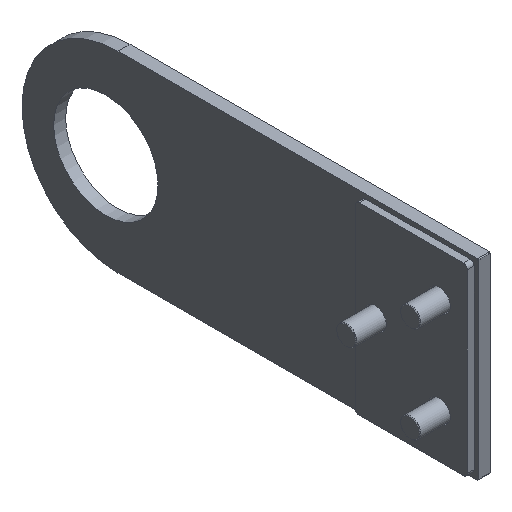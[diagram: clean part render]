
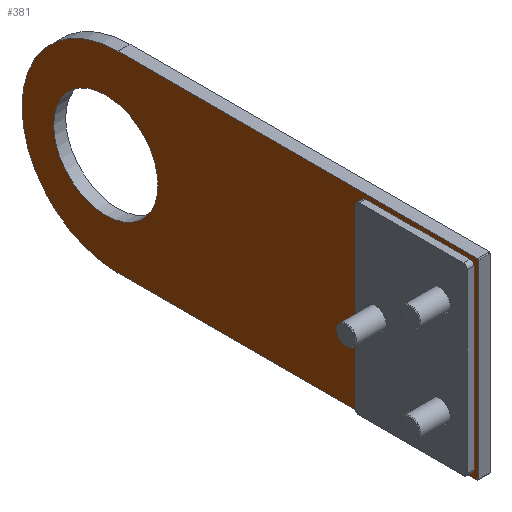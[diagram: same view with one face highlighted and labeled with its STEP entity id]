
A CAD part, isometric view. The second image highlights one B-rep face of the part: STEP entity #381.
In plain terms, the highlighted planar face has unit normal (-1, 0, 0).
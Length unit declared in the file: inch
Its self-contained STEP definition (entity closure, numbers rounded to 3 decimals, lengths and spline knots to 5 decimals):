
#5 = DIRECTION ( 'NONE',  ( 0., 0., -1. ) ) ;
#6 = AXIS2_PLACEMENT_3D ( 'NONE', #158, #1009, #524 ) ;
#27 = AXIS2_PLACEMENT_3D ( 'NONE', #1146, #1062, #1166 ) ;
#28 = DIRECTION ( 'NONE',  ( 0., 0., -1. ) ) ;
#29 = CIRCLE ( 'NONE', #120, 1.5 ) ;
#30 = DIRECTION ( 'NONE',  ( -1., 0., 0. ) ) ;
#55 = DIRECTION ( 'NONE',  ( 1., 0., 0. ) ) ;
#67 = CIRCLE ( 'NONE', #583, 0.156 ) ;
#68 = EDGE_LOOP ( 'NONE', ( #310 ) ) ;
#84 = CARTESIAN_POINT ( 'NONE',  ( -0.0005, 2.0625, 1.5 ) ) ;
#102 = FACE_BOUND ( 'NONE', #693, .T. ) ;
#109 = CARTESIAN_POINT ( 'NONE',  ( -0.0005, -3.0625, 0.594 ) ) ;
#112 = EDGE_CURVE ( 'NONE', #554, #1007, #905, .T. ) ;
#119 = DIRECTION ( 'NONE',  ( 0., 0., -1. ) ) ;
#120 = AXIS2_PLACEMENT_3D ( 'NONE', #456, #212, #28 ) ;
#145 = CARTESIAN_POINT ( 'NONE',  ( -0.0005, -3.5625, 1.485 ) ) ;
#158 = CARTESIAN_POINT ( 'NONE',  ( -0.0005, -3.0625, -0.75 ) ) ;
#159 = AXIS2_PLACEMENT_3D ( 'NONE', #551, #201, #920 ) ;
#172 = CARTESIAN_POINT ( 'NONE',  ( -0.0005, -3.3125, -0.094 ) ) ;
#201 = DIRECTION ( 'NONE',  ( 1., 0., 0. ) ) ;
#204 = CARTESIAN_POINT ( 'NONE',  ( -0.0005, -2.0625, -0.156 ) ) ;
#212 = DIRECTION ( 'NONE',  ( 1., 0., 0. ) ) ;
#234 = ORIENTED_EDGE ( 'NONE', *, *, #726, .F. ) ;
#240 = EDGE_CURVE ( 'NONE', #439, #439, #1049, .T. ) ;
#254 = DIRECTION ( 'NONE',  ( 0., 0., -1. ) ) ;
#255 = CIRCLE ( 'NONE', #815, 0.094 ) ;
#258 = VECTOR ( 'NONE', #511, 39.37008 ) ;
#267 = EDGE_CURVE ( 'NONE', #470, #321, #619, .T. ) ;
#275 = EDGE_LOOP ( 'NONE', ( #549, #941, #799, #531, #234, #543 ) ) ;
#290 = VECTOR ( 'NONE', #254, 39.37008 ) ;
#298 = EDGE_CURVE ( 'NONE', #443, #443, #255, .T. ) ;
#310 = ORIENTED_EDGE ( 'NONE', *, *, #615, .F. ) ;
#321 = VERTEX_POINT ( 'NONE', #1041 ) ;
#346 = DIRECTION ( 'NONE',  ( 0., 0., -1. ) ) ;
#349 = CARTESIAN_POINT ( 'NONE',  ( -0.0005, -3.0625, -0.906 ) ) ;
#354 = VECTOR ( 'NONE', #689, 39.37008 ) ;
#378 = EDGE_LOOP ( 'NONE', ( #1116 ) ) ;
#381 = ADVANCED_FACE ( 'NONE', ( #948, #557, #852, #102, #1132, #747 ), #1124, .F. ) ;
#419 = CARTESIAN_POINT ( 'NONE',  ( -0.0005, -3.5625, -1.485 ) ) ;
#428 = CIRCLE ( 'NONE', #581, 0.156 ) ;
#439 = VERTEX_POINT ( 'NONE', #349 ) ;
#443 = VERTEX_POINT ( 'NONE', #172 ) ;
#452 = EDGE_CURVE ( 'NONE', #466, #466, #1153, .T. ) ;
#456 = CARTESIAN_POINT ( 'NONE',  ( -0.0005, 2.0625, 0. ) ) ;
#466 = VERTEX_POINT ( 'NONE', #1023 ) ;
#470 = VERTEX_POINT ( 'NONE', #419 ) ;
#476 = ORIENTED_EDGE ( 'NONE', *, *, #240, .F. ) ;
#498 = LINE ( 'NONE', #506, #258 ) ;
#502 = EDGE_CURVE ( 'NONE', #1083, #554, #498, .T. ) ;
#506 = CARTESIAN_POINT ( 'NONE',  ( -0.0005, 0., 1.5 ) ) ;
#511 = DIRECTION ( 'NONE',  ( 0., -1., 0. ) ) ;
#520 = AXIS2_PLACEMENT_3D ( 'NONE', #1099, #911, #5 ) ;
#524 = DIRECTION ( 'NONE',  ( 0., 0., -1. ) ) ;
#531 = ORIENTED_EDGE ( 'NONE', *, *, #502, .F. ) ;
#543 = ORIENTED_EDGE ( 'NONE', *, *, #933, .F. ) ;
#549 = ORIENTED_EDGE ( 'NONE', *, *, #267, .F. ) ;
#551 = CARTESIAN_POINT ( 'NONE',  ( -0.0005, 0., 0. ) ) ;
#554 = VERTEX_POINT ( 'NONE', #962 ) ;
#557 = FACE_BOUND ( 'NONE', #745, .T. ) ;
#581 = AXIS2_PLACEMENT_3D ( 'NONE', #898, #1178, #346 ) ;
#583 = AXIS2_PLACEMENT_3D ( 'NONE', #868, #961, #119 ) ;
#594 = EDGE_CURVE ( 'NONE', #1007, #470, #1081, .T. ) ;
#601 = ORIENTED_EDGE ( 'NONE', *, *, #298, .F. ) ;
#603 = LINE ( 'NONE', #608, #354 ) ;
#608 = CARTESIAN_POINT ( 'NONE',  ( -0.0005, 0., -1.5 ) ) ;
#615 = EDGE_CURVE ( 'NONE', #1011, #1011, #428, .T. ) ;
#619 = CIRCLE ( 'NONE', #520, 0.015 ) ;
#656 = DIRECTION ( 'NONE',  ( 0., 0., -1. ) ) ;
#689 = DIRECTION ( 'NONE',  ( 0., 1., 0. ) ) ;
#693 = EDGE_LOOP ( 'NONE', ( #476 ) ) ;
#694 = CARTESIAN_POINT ( 'NONE',  ( -0.0005, 2.0625, -1.5 ) ) ;
#726 = EDGE_CURVE ( 'NONE', #1012, #1083, #29, .T. ) ;
#745 = EDGE_LOOP ( 'NONE', ( #601 ) ) ;
#747 = FACE_OUTER_BOUND ( 'NONE', #275, .T. ) ;
#753 = AXIS2_PLACEMENT_3D ( 'NONE', #978, #55, #1076 ) ;
#761 = ORIENTED_EDGE ( 'NONE', *, *, #974, .F. ) ;
#799 = ORIENTED_EDGE ( 'NONE', *, *, #112, .F. ) ;
#815 = AXIS2_PLACEMENT_3D ( 'NONE', #929, #30, #656 ) ;
#852 = FACE_BOUND ( 'NONE', #68, .T. ) ;
#857 = EDGE_LOOP ( 'NONE', ( #761 ) ) ;
#868 = CARTESIAN_POINT ( 'NONE',  ( -0.0005, -3.0625, 0.75 ) ) ;
#898 = CARTESIAN_POINT ( 'NONE',  ( -0.0005, -2.0625, 0. ) ) ;
#905 = CIRCLE ( 'NONE', #753, 0.015 ) ;
#909 = CARTESIAN_POINT ( 'NONE',  ( -0.0005, -3.5625, 0. ) ) ;
#911 = DIRECTION ( 'NONE',  ( 1., 0., 0. ) ) ;
#920 = DIRECTION ( 'NONE',  ( 0., 0., -1. ) ) ;
#929 = CARTESIAN_POINT ( 'NONE',  ( -0.0005, -3.3125, 0. ) ) ;
#933 = EDGE_CURVE ( 'NONE', #321, #1012, #603, .T. ) ;
#941 = ORIENTED_EDGE ( 'NONE', *, *, #594, .F. ) ;
#948 = FACE_BOUND ( 'NONE', #378, .T. ) ;
#961 = DIRECTION ( 'NONE',  ( -1., 0., 0. ) ) ;
#962 = CARTESIAN_POINT ( 'NONE',  ( -0.0005, -3.5475, 1.5 ) ) ;
#974 = EDGE_CURVE ( 'NONE', #1017, #1017, #67, .T. ) ;
#978 = CARTESIAN_POINT ( 'NONE',  ( -0.0005, -3.5475, 1.485 ) ) ;
#1007 = VERTEX_POINT ( 'NONE', #145 ) ;
#1009 = DIRECTION ( 'NONE',  ( -1., 0., 0. ) ) ;
#1011 = VERTEX_POINT ( 'NONE', #204 ) ;
#1012 = VERTEX_POINT ( 'NONE', #694 ) ;
#1017 = VERTEX_POINT ( 'NONE', #109 ) ;
#1023 = CARTESIAN_POINT ( 'NONE',  ( -0.0005, 2.2525, -0.815 ) ) ;
#1041 = CARTESIAN_POINT ( 'NONE',  ( -0.0005, -3.5475, -1.5 ) ) ;
#1049 = CIRCLE ( 'NONE', #6, 0.156 ) ;
#1062 = DIRECTION ( 'NONE',  ( -1., 0., 0. ) ) ;
#1076 = DIRECTION ( 'NONE',  ( 0., 0., -1. ) ) ;
#1081 = LINE ( 'NONE', #909, #290 ) ;
#1083 = VERTEX_POINT ( 'NONE', #84 ) ;
#1099 = CARTESIAN_POINT ( 'NONE',  ( -0.0005, -3.5475, -1.485 ) ) ;
#1116 = ORIENTED_EDGE ( 'NONE', *, *, #452, .F. ) ;
#1124 = PLANE ( 'NONE',  #159 ) ;
#1132 = FACE_BOUND ( 'NONE', #857, .T. ) ;
#1146 = CARTESIAN_POINT ( 'NONE',  ( -0.0005, 2.2525, 0. ) ) ;
#1153 = CIRCLE ( 'NONE', #27, 0.815 ) ;
#1166 = DIRECTION ( 'NONE',  ( 0., 0., -1. ) ) ;
#1178 = DIRECTION ( 'NONE',  ( -1., 0., 0. ) ) ;
